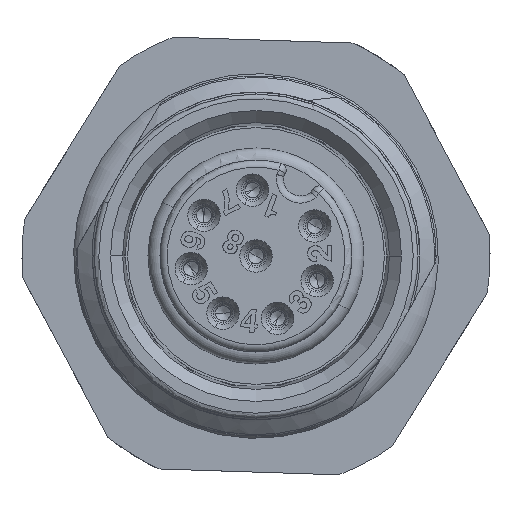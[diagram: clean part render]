
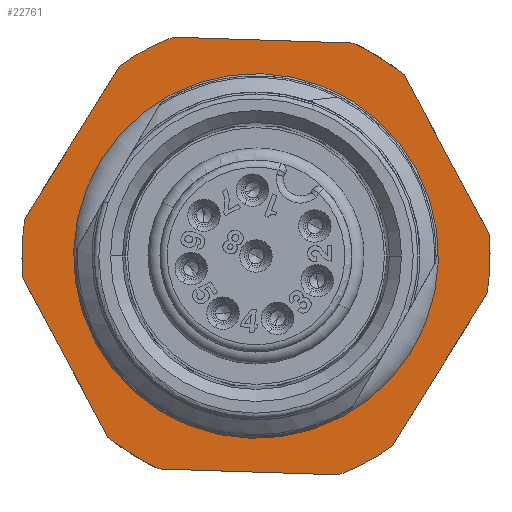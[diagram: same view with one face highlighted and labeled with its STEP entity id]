
A CAD part, front view. The second image highlights one B-rep face of the part: STEP entity #22761.
In plain terms, the highlighted planar face has unit normal (0, -1, 0).
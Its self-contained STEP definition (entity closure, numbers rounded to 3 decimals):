
#22246=CARTESIAN_POINT('',(0.,-4.22,0.));
#22247=DIRECTION('',(0.,1.,0.));
#22248=DIRECTION('',(-0.995,0.,-0.096));
#22249=AXIS2_PLACEMENT_3D('',#22246,#22247,#22248);
#22251=CARTESIAN_POINT('',(0.,-4.22,0.));
#22252=DIRECTION('',(0.,1.,0.));
#22253=DIRECTION('',(-0.999,0.,0.033));
#22254=AXIS2_PLACEMENT_3D('',#22251,#22252,#22253);
#22256=DIRECTION('',(0.528,0.,0.849));
#22257=VECTOR('',#22256,7.5);
#22258=CARTESIAN_POINT('',(-9.623,-4.22,
1.567));
#22259=LINE('',#22258,#22257);
#22260=CARTESIAN_POINT('',(0.,-4.22,0.));
#22261=DIRECTION('',(0.,1.,0.));
#22262=DIRECTION('',(-0.581,0.,0.814));
#22263=AXIS2_PLACEMENT_3D('',#22260,#22261,#22262);
#22265=DIRECTION('',(0.999,0.,-0.033));
#22266=VECTOR('',#22265,7.5);
#22267=CARTESIAN_POINT('',(-3.455,-4.22,
9.117));
#22268=LINE('',#22267,#22266);
#22269=CARTESIAN_POINT('',(0.,-4.22,0.));
#22270=DIRECTION('',(0.,1.,0.));
#22271=DIRECTION('',(0.415,0.,0.91));
#22272=AXIS2_PLACEMENT_3D('',#22269,#22270,#22271);
#22274=DIRECTION('',(0.471,0.,-0.882));
#22275=VECTOR('',#22274,7.5);
#22276=CARTESIAN_POINT('',(6.169,-4.22,
7.55));
#22277=LINE('',#22276,#22275);
#22278=CARTESIAN_POINT('',(0.,-4.22,0.));
#22279=DIRECTION('',(0.,1.,0.));
#22280=DIRECTION('',(0.995,0.,0.096));
#22281=AXIS2_PLACEMENT_3D('',#22278,#22279,#22280);
#22283=CARTESIAN_POINT('',(0.,-4.22,0.));
#22284=DIRECTION('',(0.,1.,0.));
#22285=DIRECTION('',(0.999,0.,-0.033));
#22286=AXIS2_PLACEMENT_3D('',#22283,#22284,#22285);
#22288=DIRECTION('',(-0.528,0.,-0.849));
#22289=VECTOR('',#22288,7.5);
#22290=CARTESIAN_POINT('',(9.623,-4.22,
-1.567));
#22291=LINE('',#22290,#22289);
#22292=CARTESIAN_POINT('',(0.,-4.22,0.));
#22293=DIRECTION('',(0.,1.,0.));
#22294=DIRECTION('',(0.581,0.,-0.814));
#22295=AXIS2_PLACEMENT_3D('',#22292,#22293,#22294);
#22297=DIRECTION('',(-0.999,0.,0.033));
#22298=VECTOR('',#22297,7.5);
#22299=CARTESIAN_POINT('',(3.455,-4.22,
-9.117));
#22300=LINE('',#22299,#22298);
#22301=CARTESIAN_POINT('',(0.,-4.22,0.));
#22302=DIRECTION('',(0.,1.,0.));
#22303=DIRECTION('',(-0.415,0.,-0.91));
#22304=AXIS2_PLACEMENT_3D('',#22301,#22302,#22303);
#22306=DIRECTION('',(-0.471,0.,0.882));
#22307=VECTOR('',#22306,7.5);
#22308=CARTESIAN_POINT('',(-6.169,-4.22,
-7.55));
#22309=LINE('',#22308,#22307);
#22310=CARTESIAN_POINT('',(0.,-4.22,0.));
#22311=DIRECTION('',(0.,-1.,0.));
#22312=DIRECTION('',(0.999,0.,-0.033));
#22313=AXIS2_PLACEMENT_3D('',#22310,#22311,#22312);
#22315=CARTESIAN_POINT('',(0.,-4.22,0.));
#22316=DIRECTION('',(0.,-1.,0.));
#22317=DIRECTION('',(-0.999,0.,0.033));
#22318=AXIS2_PLACEMENT_3D('',#22315,#22316,#22317);
#22592=CARTESIAN_POINT('',(5.663,-4.22,
-7.936));
#22593=VERTEX_POINT('',#22592);
#22594=CARTESIAN_POINT('',(9.623,-4.22,
-1.567));
#22595=VERTEX_POINT('',#22594);
#22628=CARTESIAN_POINT('',(-9.705,-4.22,
-0.936));
#22629=VERTEX_POINT('',#22628);
#22630=CARTESIAN_POINT('',(-6.169,-4.22,
-7.55));
#22631=VERTEX_POINT('',#22630);
#22636=CARTESIAN_POINT('',(-5.663,-4.22,
7.936));
#22637=VERTEX_POINT('',#22636);
#22638=CARTESIAN_POINT('',(-9.623,-4.22,
1.567));
#22639=VERTEX_POINT('',#22638);
#22642=CARTESIAN_POINT('',(4.041,-4.22,
8.873));
#22643=VERTEX_POINT('',#22642);
#22644=CARTESIAN_POINT('',(-3.455,-4.22,
9.117));
#22645=VERTEX_POINT('',#22644);
#22650=CARTESIAN_POINT('',(6.169,-4.22,
7.55));
#22651=VERTEX_POINT('',#22650);
#22652=CARTESIAN_POINT('',(9.705,-4.22,
0.936));
#22653=VERTEX_POINT('',#22652);
#22654=CARTESIAN_POINT('',(9.745,-4.22,
-0.318));
#22655=VERTEX_POINT('',#22654);
#22656=CARTESIAN_POINT('',(-9.745,-4.22,
0.318));
#22657=VERTEX_POINT('',#22656);
#22658=CARTESIAN_POINT('',(3.455,-4.22,
-9.117));
#22659=VERTEX_POINT('',#22658);
#22660=CARTESIAN_POINT('',(-4.041,-4.22,
-8.873));
#22661=VERTEX_POINT('',#22660);
#22662=CARTESIAN_POINT('',(7.596,-4.22,
-0.248));
#22663=CARTESIAN_POINT('',(-7.596,-4.22,
0.248));
#22664=VERTEX_POINT('',#22662);
#22665=VERTEX_POINT('',#22663);
#22722=CARTESIAN_POINT('',(0.,-4.22,0.));
#22723=DIRECTION('',(0.,1.,0.));
#22724=DIRECTION('',(0.999,0.,-0.033));
#22725=AXIS2_PLACEMENT_3D('',#22722,#22723,#22724);
#22726=PLANE('',#22725);
#22728=ORIENTED_EDGE('',*,*,#22727,.T.);
#22730=ORIENTED_EDGE('',*,*,#22729,.T.);
#22732=ORIENTED_EDGE('',*,*,#22731,.T.);
#22734=ORIENTED_EDGE('',*,*,#22733,.T.);
#22736=ORIENTED_EDGE('',*,*,#22735,.T.);
#22737=ORIENTED_EDGE('',*,*,#22715,.T.);
#22738=ORIENTED_EDGE('',*,*,#22681,.T.);
#22740=ORIENTED_EDGE('',*,*,#22739,.T.);
#22742=ORIENTED_EDGE('',*,*,#22741,.T.);
#22744=ORIENTED_EDGE('',*,*,#22743,.T.);
#22746=ORIENTED_EDGE('',*,*,#22745,.T.);
#22748=ORIENTED_EDGE('',*,*,#22747,.T.);
#22750=ORIENTED_EDGE('',*,*,#22749,.T.);
#22752=ORIENTED_EDGE('',*,*,#22751,.T.);
#22753=EDGE_LOOP('',(#22728,#22730,#22732,#22734,#22736,#22737,#22738,#22740,
#22742,#22744,#22746,#22748,#22750,#22752));
#22754=FACE_OUTER_BOUND('',#22753,.F.);
#22756=ORIENTED_EDGE('',*,*,#22755,.T.);
#22758=ORIENTED_EDGE('',*,*,#22757,.T.);
#22759=EDGE_LOOP('',(#22756,#22758));
#22760=FACE_BOUND('',#22759,.F.);
#22761=ADVANCED_FACE('',(#22754,#22760),#22726,.F.);
#22250=CIRCLE('',#22249,9.75);
#22255=CIRCLE('',#22254,9.75);
#22264=CIRCLE('',#22263,9.75);
#22273=CIRCLE('',#22272,9.75);
#22282=CIRCLE('',#22281,9.75);
#22287=CIRCLE('',#22286,9.75);
#22296=CIRCLE('',#22295,9.75);
#22305=CIRCLE('',#22304,9.75);
#22314=CIRCLE('',#22313,7.6);
#22319=CIRCLE('',#22318,7.6);
#22681=EDGE_CURVE('',#22651,#22653,#22277,.T.);
#22715=EDGE_CURVE('',#22643,#22651,#22273,.T.);
#22727=EDGE_CURVE('',#22629,#22657,#22250,.T.);
#22729=EDGE_CURVE('',#22657,#22639,#22255,.T.);
#22731=EDGE_CURVE('',#22639,#22637,#22259,.T.);
#22733=EDGE_CURVE('',#22637,#22645,#22264,.T.);
#22735=EDGE_CURVE('',#22645,#22643,#22268,.T.);
#22739=EDGE_CURVE('',#22653,#22655,#22282,.T.);
#22741=EDGE_CURVE('',#22655,#22595,#22287,.T.);
#22743=EDGE_CURVE('',#22595,#22593,#22291,.T.);
#22745=EDGE_CURVE('',#22593,#22659,#22296,.T.);
#22747=EDGE_CURVE('',#22659,#22661,#22300,.T.);
#22749=EDGE_CURVE('',#22661,#22631,#22305,.T.);
#22751=EDGE_CURVE('',#22631,#22629,#22309,.T.);
#22755=EDGE_CURVE('',#22664,#22665,#22314,.T.);
#22757=EDGE_CURVE('',#22665,#22664,#22319,.T.);
